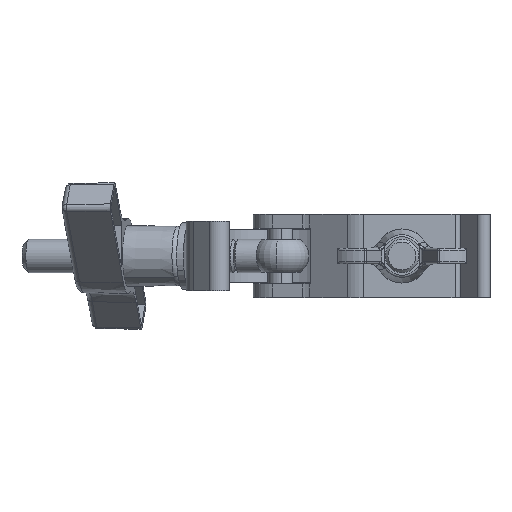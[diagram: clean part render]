
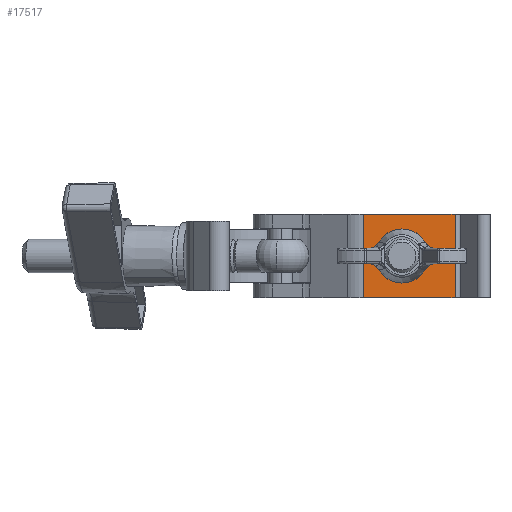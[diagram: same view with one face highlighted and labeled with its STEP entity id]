
A CAD part, front view. The second image highlights one B-rep face of the part: STEP entity #17517.
In plain terms, the highlighted planar face has unit normal (0, -1, 0).
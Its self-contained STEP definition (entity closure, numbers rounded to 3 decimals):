
#426 = CARTESIAN_POINT ( 'NONE',  ( 31.66, 0., -6.35 ) ) ;
#542 = EDGE_LOOP ( 'NONE', ( #2413, #6921, #14182, #9101 ) ) ;
#556 = CARTESIAN_POINT ( 'NONE',  ( 31.66, 0., 6.35 ) ) ;
#913 = EDGE_CURVE ( 'NONE', #11396, #16253, #1782, .T. ) ;
#1713 = PLANE ( 'NONE',  #25036 ) ;
#1782 = LINE ( 'NONE', #31073, #4458 ) ;
#2413 = ORIENTED_EDGE ( 'NONE', *, *, #27104, .T. ) ;
#2957 = CARTESIAN_POINT ( 'NONE',  ( 12.579, 0., 14.95 ) ) ;
#3130 = LINE ( 'NONE', #2957, #19494 ) ;
#3599 = LINE ( 'NONE', #23709, #9790 ) ;
#3888 = EDGE_CURVE ( 'NONE', #31358, #11396, #16138, .T. ) ;
#4047 = CARTESIAN_POINT ( 'NONE',  ( 12.579, 0., 14.95 ) ) ;
#4068 = DIRECTION ( 'NONE',  ( 1., 0., 0. ) ) ;
#4458 = VECTOR ( 'NONE', #26555, 1000. ) ;
#5408 = DIRECTION ( 'NONE',  ( 0., 0., -1. ) ) ;
#5550 = CARTESIAN_POINT ( 'NONE',  ( 12.579, 0., 14.95 ) ) ;
#6921 = ORIENTED_EDGE ( 'NONE', *, *, #913, .F. ) ;
#7637 = DIRECTION ( 'NONE',  ( 0., 0., -1. ) ) ;
#9101 = ORIENTED_EDGE ( 'NONE', *, *, #19871, .T. ) ;
#9790 = VECTOR ( 'NONE', #4068, 1000. ) ;
#10601 = EDGE_CURVE ( 'NONE', #27589, #28136, #17513, .T. ) ;
#11396 = VERTEX_POINT ( 'NONE', #27102 ) ;
#12128 = ORIENTED_EDGE ( 'NONE', *, *, #10601, .T. ) ;
#13309 = CARTESIAN_POINT ( 'NONE',  ( 45.642, 0., -14.95 ) ) ;
#13707 = AXIS2_PLACEMENT_3D ( 'NONE', #18757, #13913, #28528 ) ;
#13913 = DIRECTION ( 'NONE',  ( 0., 1., 0. ) ) ;
#13958 = FACE_OUTER_BOUND ( 'NONE', #542, .T. ) ;
#14182 = ORIENTED_EDGE ( 'NONE', *, *, #3888, .F. ) ;
#15758 = CIRCLE ( 'NONE', #13707, 6.35 ) ;
#16138 = LINE ( 'NONE', #4047, #25626 ) ;
#16253 = VERTEX_POINT ( 'NONE', #13309 ) ;
#16577 = CARTESIAN_POINT ( 'NONE',  ( 12.579, 0., -14.95 ) ) ;
#16837 = DIRECTION ( 'NONE',  ( 0., 0., 1. ) ) ;
#16913 = EDGE_CURVE ( 'NONE', #28136, #27589, #15758, .T. ) ;
#17030 = CARTESIAN_POINT ( 'NONE',  ( 31.66, 0., 0. ) ) ;
#17513 = CIRCLE ( 'NONE', #21608, 6.35 ) ;
#17517 = ADVANCED_FACE ( 'NONE', ( #28567, #13958 ), #1713, .F. ) ;
#18757 = CARTESIAN_POINT ( 'NONE',  ( 31.66, 0., 0. ) ) ;
#19494 = VECTOR ( 'NONE', #7637, 1000. ) ;
#19871 = EDGE_CURVE ( 'NONE', #31358, #29209, #3130, .T. ) ;
#20385 = DIRECTION ( 'NONE',  ( 0., 1., 0. ) ) ;
#20618 = ORIENTED_EDGE ( 'NONE', *, *, #16913, .T. ) ;
#20654 = DIRECTION ( 'NONE',  ( 1., 0., 0. ) ) ;
#21608 = AXIS2_PLACEMENT_3D ( 'NONE', #17030, #20385, #5408 ) ;
#23709 = CARTESIAN_POINT ( 'NONE',  ( 12.579, 0., -14.95 ) ) ;
#25036 = AXIS2_PLACEMENT_3D ( 'NONE', #31149, #31788, #16837 ) ;
#25626 = VECTOR ( 'NONE', #20654, 1000. ) ;
#26555 = DIRECTION ( 'NONE',  ( 0., 0., -1. ) ) ;
#27102 = CARTESIAN_POINT ( 'NONE',  ( 45.642, 0., 14.95 ) ) ;
#27104 = EDGE_CURVE ( 'NONE', #29209, #16253, #3599, .T. ) ;
#27589 = VERTEX_POINT ( 'NONE', #426 ) ;
#28136 = VERTEX_POINT ( 'NONE', #556 ) ;
#28194 = EDGE_LOOP ( 'NONE', ( #12128, #20618 ) ) ;
#28528 = DIRECTION ( 'NONE',  ( 0., 0., -1. ) ) ;
#28567 = FACE_BOUND ( 'NONE', #28194, .T. ) ;
#29209 = VERTEX_POINT ( 'NONE', #16577 ) ;
#31073 = CARTESIAN_POINT ( 'NONE',  ( 45.642, 0., 14.95 ) ) ;
#31149 = CARTESIAN_POINT ( 'NONE',  ( 12.579, 0., 14.95 ) ) ;
#31358 = VERTEX_POINT ( 'NONE', #5550 ) ;
#31788 = DIRECTION ( 'NONE',  ( 0., 1., 0. ) ) ;
